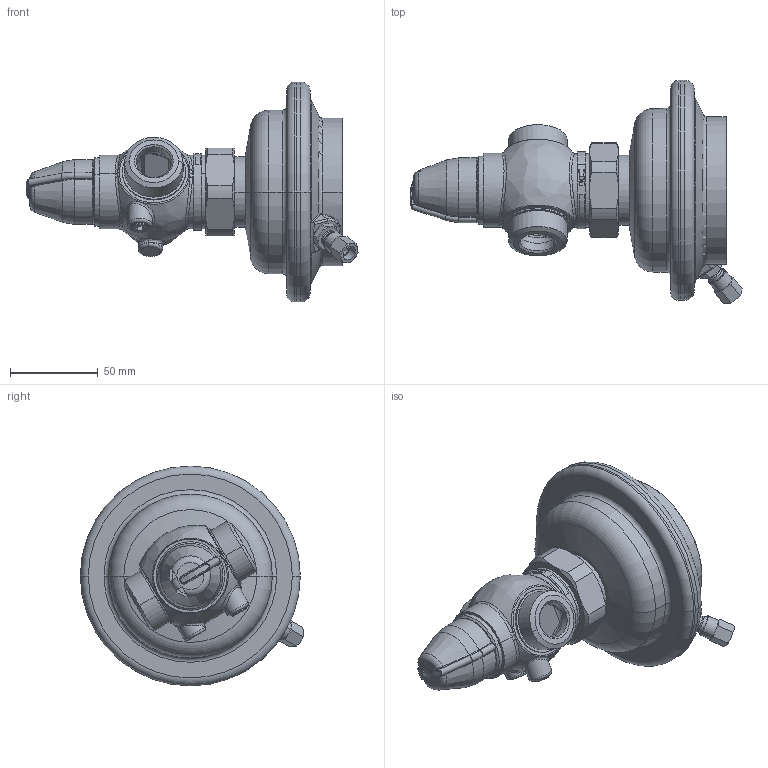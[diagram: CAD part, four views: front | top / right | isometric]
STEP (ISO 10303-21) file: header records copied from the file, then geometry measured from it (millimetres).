
FILE_DESCRIPTION((''),'2;1');
FILE_NAME('003H6463','2015-03-09T',('u317927'),('Danfoss'),'PRO/ENGINEER BY PARAMETRIC TECHNOLOGY CORPORATION, 2014000','PRO/ENGINEER BY PARAMETRIC TECHNOLOGY CORPORATION, 2014000','');
FILE_SCHEMA(('CONFIG_CONTROL_DESIGN'));
Products named in the file (1): 003H6463
Bounding box: 188.98 x 127.07 x 125.18 mm (x, y, z)
Volume: 276959.9 mm3; surface area: 124851.5 mm2
Topology: 1 solids, 1 shells, 838 faces, 1987 edges, 1190 vertices
Faces by surface type: plane 204, cylinder 202, bspline 171, cone 143, torus 113, sphere 5
Entity records: 39260 total; most frequent: CARTESIAN_POINT 21124, ORIENTED_EDGE 3962, DIRECTION 3586, EDGE_CURVE 1981, AXIS2_PLACEMENT_3D 1508, VERTEX_POINT 1190, EDGE_LOOP 901, CIRCLE 841
